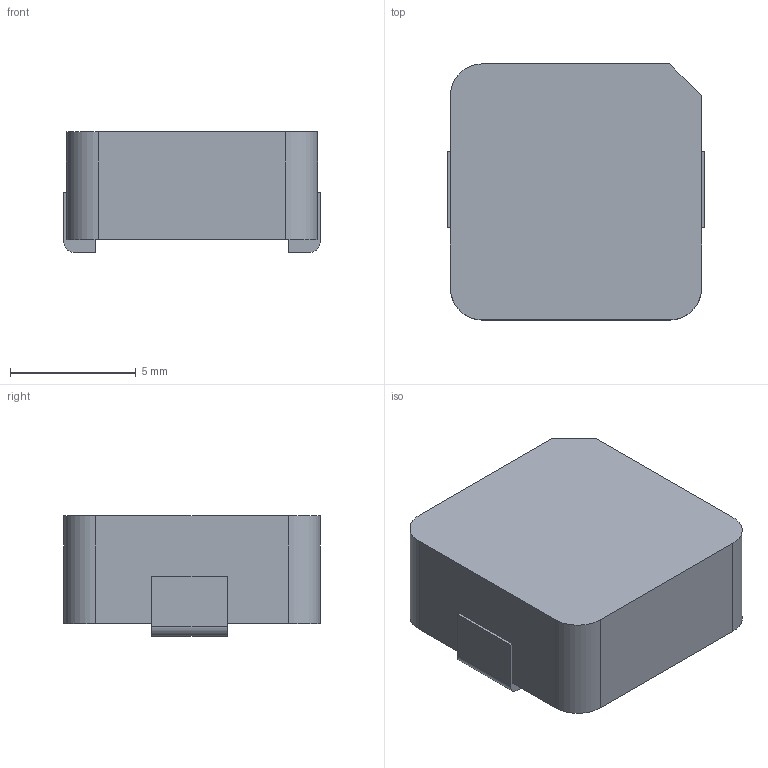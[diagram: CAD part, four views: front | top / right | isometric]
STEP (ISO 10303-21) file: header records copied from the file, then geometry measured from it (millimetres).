
FILE_DESCRIPTION( ( '' ), ' ' );
FILE_NAME( '5bc352565f21e014204eda34.step', '2018-10-14T14:27:34', ( '' ), ( '' ), ' ', ' ', ' ' );
FILE_SCHEMA( ( 'AUTOMOTIVE_DESIGN { 1 0 10303 214 1 1 1 1 }' ) );
Length unit declared in the file: metre
Products named in the file (4): Assem1; Part 1; Part 2
Assembly tree (3 placements, depth 2):
  Assem1
    Part 1
    Part 1
    Part 2
Bounding box: 10.2 x 10.2 x 4.8 mm (x, y, z)
Volume: 448.8 mm3; surface area: 418.9 mm2
Topology: 3 solids, 3 shells, 24 faces, 54 edges, 36 vertices
Faces by surface type: plane 19, cylinder 5
Entity records: 930 total; most frequent: DIRECTION 120, CARTESIAN_POINT 118, ORIENTED_EDGE 108, EDGE_CURVE 54, LINE 44, VECTOR 44, AXIS2_PLACEMENT_3D 38, VERTEX_POINT 36
